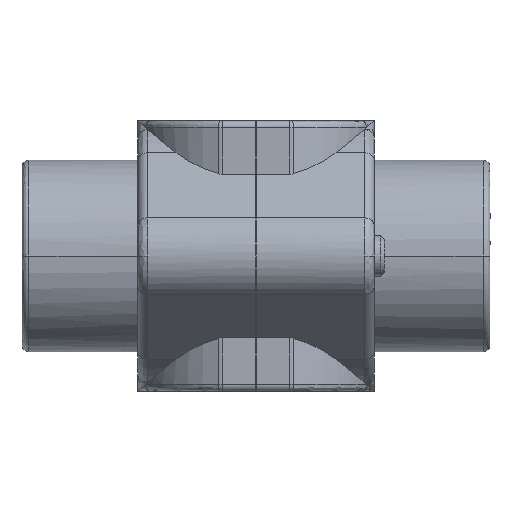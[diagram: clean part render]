
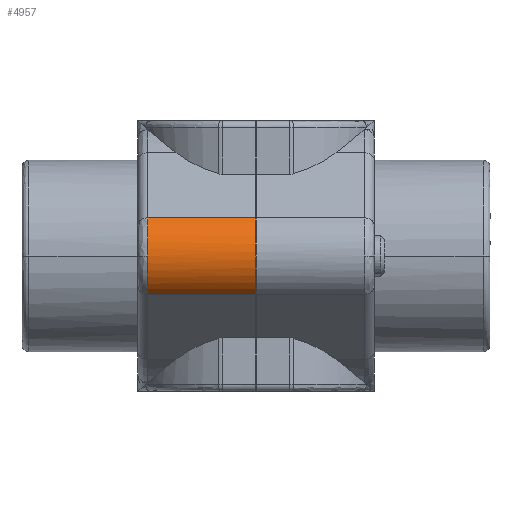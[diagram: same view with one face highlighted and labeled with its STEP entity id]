
A CAD part, left-side view. The second image highlights one B-rep face of the part: STEP entity #4957.
In plain terms, the highlighted cylindrical face has radius 7 mm (diameter 14 mm), a partial arc.
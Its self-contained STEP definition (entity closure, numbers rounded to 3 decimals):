
#344 = ORIENTED_EDGE ( 'NONE', *, *, #4443, .T. ) ;
#366 = DIRECTION ( 'NONE',  ( 0., -1., 0. ) ) ;
#403 = ORIENTED_EDGE ( 'NONE', *, *, #4539, .F. ) ;
#868 = EDGE_CURVE ( 'NONE', #5414, #9188, #8730, .T. ) ;
#872 = AXIS2_PLACEMENT_3D ( 'NONE', #6629, #8102, #3764 ) ;
#982 = LINE ( 'NONE', #8944, #8938 ) ;
#1021 = ORIENTED_EDGE ( 'NONE', *, *, #3935, .T. ) ;
#1093 = VECTOR ( 'NONE', #2643, 1000. ) ;
#1112 = LINE ( 'NONE', #9114, #1093 ) ;
#1490 = CARTESIAN_POINT ( 'NONE',  ( -24.357, 0., 5.631 ) ) ;
#1596 = DIRECTION ( 'NONE',  ( 1., 0., 0. ) ) ;
#1735 = EDGE_LOOP ( 'NONE', ( #3082, #1925, #403, #344, #1021 ) ) ;
#1789 = CARTESIAN_POINT ( 'NONE',  ( -27.199, 16., 0. ) ) ;
#1925 = ORIENTED_EDGE ( 'NONE', *, *, #868, .T. ) ;
#2149 = VERTEX_POINT ( 'NONE', #4153 ) ;
#2282 = AXIS2_PLACEMENT_3D ( 'NONE', #5625, #5043, #4186 ) ;
#2308 = CARTESIAN_POINT ( 'NONE',  ( -20.199, 16., 0. ) ) ;
#2643 = DIRECTION ( 'NONE',  ( 0., -1., 0. ) ) ;
#2734 = VERTEX_POINT ( 'NONE', #1789 ) ;
#2797 = EDGE_CURVE ( 'NONE', #2149, #5414, #1112, .T. ) ;
#2824 = AXIS2_PLACEMENT_3D ( 'NONE', #6315, #4974, #4928 ) ;
#3082 = ORIENTED_EDGE ( 'NONE', *, *, #2797, .T. ) ;
#3764 = DIRECTION ( 'NONE',  ( 1., 0., 0. ) ) ;
#3935 = EDGE_CURVE ( 'NONE', #2734, #2149, #9003, .T. ) ;
#4153 = CARTESIAN_POINT ( 'NONE',  ( -24.357, 16., -5.631 ) ) ;
#4186 = DIRECTION ( 'NONE',  ( 1., 0., 0. ) ) ;
#4250 = CIRCLE ( 'NONE', #872, 7. ) ;
#4281 = CYLINDRICAL_SURFACE ( 'NONE', #2282, 7. ) ;
#4443 = EDGE_CURVE ( 'NONE', #6449, #2734, #4250, .T. ) ;
#4450 = AXIS2_PLACEMENT_3D ( 'NONE', #2308, #8122, #1596 ) ;
#4539 = EDGE_CURVE ( 'NONE', #6449, #9188, #982, .T. ) ;
#4928 = DIRECTION ( 'NONE',  ( 1., 0., 0. ) ) ;
#4957 = ADVANCED_FACE ( 'NONE', ( #6386 ), #4281, .T. ) ;
#4974 = DIRECTION ( 'NONE',  ( 0., 1., 0. ) ) ;
#5043 = DIRECTION ( 'NONE',  ( 0., -1., 0. ) ) ;
#5414 = VERTEX_POINT ( 'NONE', #7359 ) ;
#5625 = CARTESIAN_POINT ( 'NONE',  ( -20.199, 16., 0. ) ) ;
#6315 = CARTESIAN_POINT ( 'NONE',  ( -20.199, 0., 0. ) ) ;
#6386 = FACE_OUTER_BOUND ( 'NONE', #1735, .T. ) ;
#6449 = VERTEX_POINT ( 'NONE', #8557 ) ;
#6629 = CARTESIAN_POINT ( 'NONE',  ( -20.199, 16., 0. ) ) ;
#7359 = CARTESIAN_POINT ( 'NONE',  ( -24.357, 0., -5.631 ) ) ;
#8102 = DIRECTION ( 'NONE',  ( 0., -1., 0. ) ) ;
#8122 = DIRECTION ( 'NONE',  ( 0., -1., 0. ) ) ;
#8557 = CARTESIAN_POINT ( 'NONE',  ( -24.357, 16., 5.631 ) ) ;
#8730 = CIRCLE ( 'NONE', #2824, 7. ) ;
#8938 = VECTOR ( 'NONE', #366, 1000. ) ;
#8944 = CARTESIAN_POINT ( 'NONE',  ( -24.357, 16., 5.631 ) ) ;
#9003 = CIRCLE ( 'NONE', #4450, 7. ) ;
#9114 = CARTESIAN_POINT ( 'NONE',  ( -24.357, 16., -5.631 ) ) ;
#9188 = VERTEX_POINT ( 'NONE', #1490 ) ;
